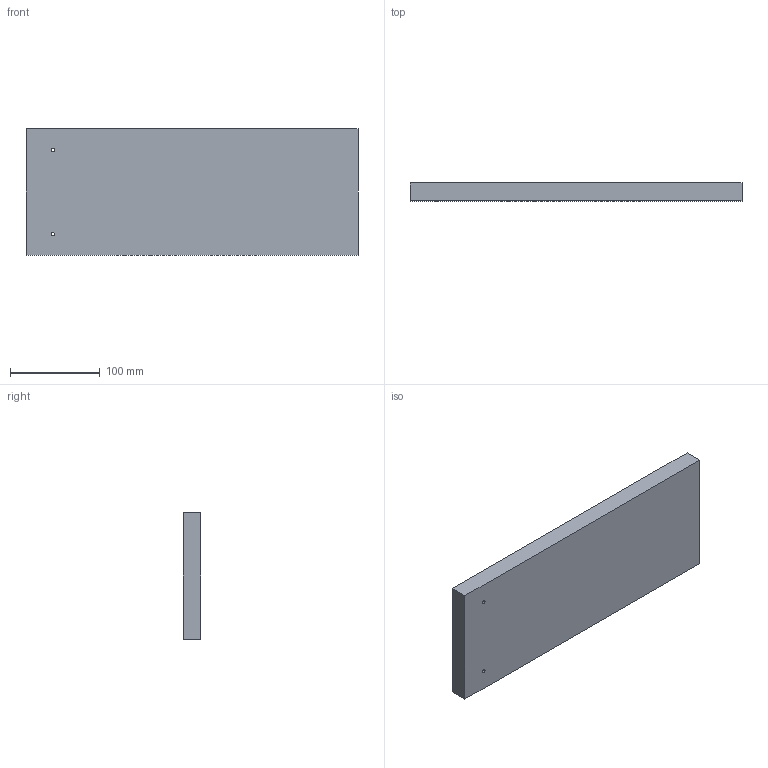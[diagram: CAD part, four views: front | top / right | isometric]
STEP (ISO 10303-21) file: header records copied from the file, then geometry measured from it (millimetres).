
FILE_DESCRIPTION (( 'STEP AP203' ), '1' );
FILE_NAME ('Tiba_Fixture.STEP', '2018-03-08T06:18:57', ( '' ), ( '' ), 'SwSTEP 2.0', 'SolidWorks 2016', '' );
FILE_SCHEMA (( 'CONFIG_CONTROL_DESIGN' ));
Length unit declared in the file: millimetre
Products named in the file (2): Part1^Assem1; Tiba_Fixture
Assembly tree (1 placements, depth 2):
  Tiba_Fixture
    Part1^Assem1
Bounding box: 370.69 x 20 x 141.39 mm (x, y, z)
Volume: 1014671.9 mm3; surface area: 138562.3 mm2
Topology: 1 solids, 1 shells, 161 faces, 372 edges, 246 vertices
Faces by surface type: cylinder 88, plane 69, cone 4
Entity records: 4860 total; most frequent: DIRECTION 900, CARTESIAN_POINT 783, ORIENTED_EDGE 744, EDGE_CURVE 372, AXIS2_PLACEMENT_3D 363, VERTEX_POINT 246, CIRCLE 198, EDGE_LOOP 198
